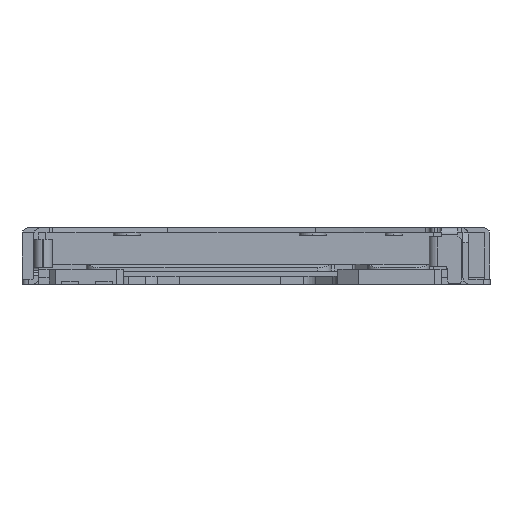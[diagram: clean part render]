
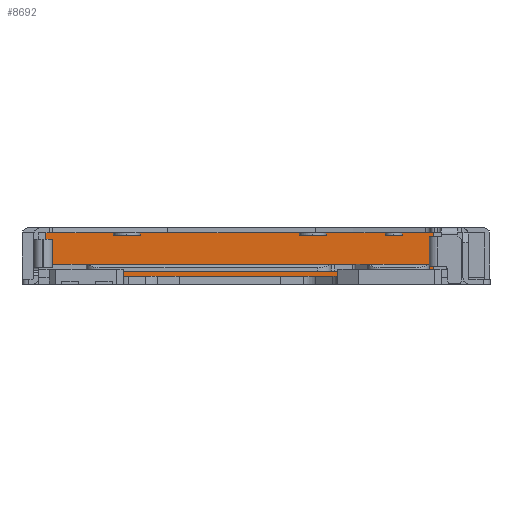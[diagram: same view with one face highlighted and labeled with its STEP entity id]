
A CAD part, front view. The second image highlights one B-rep face of the part: STEP entity #8692.
In plain terms, the highlighted face is planar.
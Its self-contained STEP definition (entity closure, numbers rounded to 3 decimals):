
#8075 = VERTEX_POINT('',#8076);
#8076 = CARTESIAN_POINT('',(-6.225,0.24,0.125));
#8082 = EDGE_CURVE('',#8075,#8083,#8085,.T.);
#8083 = VERTEX_POINT('',#8084);
#8084 = CARTESIAN_POINT('',(-6.225,1.53,0.125));
#8085 = LINE('',#8086,#8087);
#8086 = CARTESIAN_POINT('',(-6.225,0.24,0.125));
#8087 = VECTOR('',#8088,1.);
#8088 = DIRECTION('',(0.,1.,0.));
#8517 = VERTEX_POINT('',#8518);
#8518 = CARTESIAN_POINT('',(5.265,0.24,0.125));
#8524 = EDGE_CURVE('',#8075,#8517,#8525,.T.);
#8525 = LINE('',#8526,#8527);
#8526 = CARTESIAN_POINT('',(-6.225,0.24,0.125));
#8527 = VECTOR('',#8528,1.);
#8528 = DIRECTION('',(1.,0.,0.));
#8692 = ADVANCED_FACE('',(#8693),#8807,.F.);
#8693 = FACE_BOUND('',#8694,.T.);
#8694 = EDGE_LOOP('',(#8695,#8705,#8713,#8721,#8729,#8735,#8736,#8737,
    #8745,#8753,#8761,#8769,#8777,#8785,#8793,#8801));
#8695 = ORIENTED_EDGE('',*,*,#8696,.F.);
#8696 = EDGE_CURVE('',#8697,#8699,#8701,.T.);
#8697 = VERTEX_POINT('',#8698);
#8698 = CARTESIAN_POINT('',(-3.425,1.53,0.125));
#8699 = VERTEX_POINT('',#8700);
#8700 = CARTESIAN_POINT('',(1.275,1.53,0.125));
#8701 = LINE('',#8702,#8703);
#8702 = CARTESIAN_POINT('',(-3.425,1.53,0.125));
#8703 = VECTOR('',#8704,1.);
#8704 = DIRECTION('',(1.,0.,0.));
#8705 = ORIENTED_EDGE('',*,*,#8706,.F.);
#8706 = EDGE_CURVE('',#8707,#8697,#8709,.T.);
#8707 = VERTEX_POINT('',#8708);
#8708 = CARTESIAN_POINT('',(-3.425,1.45,0.125));
#8709 = LINE('',#8710,#8711);
#8710 = CARTESIAN_POINT('',(-3.425,1.45,0.125));
#8711 = VECTOR('',#8712,1.);
#8712 = DIRECTION('',(0.,1.,0.));
#8713 = ORIENTED_EDGE('',*,*,#8714,.F.);
#8714 = EDGE_CURVE('',#8715,#8707,#8717,.T.);
#8715 = VERTEX_POINT('',#8716);
#8716 = CARTESIAN_POINT('',(-4.225,1.45,0.125));
#8717 = LINE('',#8718,#8719);
#8718 = CARTESIAN_POINT('',(-4.225,1.45,0.125));
#8719 = VECTOR('',#8720,1.);
#8720 = DIRECTION('',(1.,0.,0.));
#8721 = ORIENTED_EDGE('',*,*,#8722,.F.);
#8722 = EDGE_CURVE('',#8723,#8715,#8725,.T.);
#8723 = VERTEX_POINT('',#8724);
#8724 = CARTESIAN_POINT('',(-4.225,1.53,0.125));
#8725 = LINE('',#8726,#8727);
#8726 = CARTESIAN_POINT('',(-4.225,1.53,0.125));
#8727 = VECTOR('',#8728,1.);
#8728 = DIRECTION('',(0.,-1.,0.));
#8729 = ORIENTED_EDGE('',*,*,#8730,.F.);
#8730 = EDGE_CURVE('',#8083,#8723,#8731,.T.);
#8731 = LINE('',#8732,#8733);
#8732 = CARTESIAN_POINT('',(-6.225,1.53,0.125));
#8733 = VECTOR('',#8734,1.);
#8734 = DIRECTION('',(1.,0.,0.));
#8735 = ORIENTED_EDGE('',*,*,#8082,.F.);
#8736 = ORIENTED_EDGE('',*,*,#8524,.T.);
#8737 = ORIENTED_EDGE('',*,*,#8738,.T.);
#8738 = EDGE_CURVE('',#8517,#8739,#8741,.T.);
#8739 = VERTEX_POINT('',#8740);
#8740 = CARTESIAN_POINT('',(5.265,1.53,0.125));
#8741 = LINE('',#8742,#8743);
#8742 = CARTESIAN_POINT('',(5.265,0.,0.125));
#8743 = VECTOR('',#8744,1.);
#8744 = DIRECTION('',(0.,1.,0.));
#8745 = ORIENTED_EDGE('',*,*,#8746,.F.);
#8746 = EDGE_CURVE('',#8747,#8739,#8749,.T.);
#8747 = VERTEX_POINT('',#8748);
#8748 = CARTESIAN_POINT('',(4.325,1.53,0.125));
#8749 = LINE('',#8750,#8751);
#8750 = CARTESIAN_POINT('',(4.325,1.53,0.125));
#8751 = VECTOR('',#8752,1.);
#8752 = DIRECTION('',(1.,0.,0.));
#8753 = ORIENTED_EDGE('',*,*,#8754,.F.);
#8754 = EDGE_CURVE('',#8755,#8747,#8757,.T.);
#8755 = VERTEX_POINT('',#8756);
#8756 = CARTESIAN_POINT('',(4.325,1.45,0.125));
#8757 = LINE('',#8758,#8759);
#8758 = CARTESIAN_POINT('',(4.325,1.45,0.125));
#8759 = VECTOR('',#8760,1.);
#8760 = DIRECTION('',(0.,1.,0.));
#8761 = ORIENTED_EDGE('',*,*,#8762,.F.);
#8762 = EDGE_CURVE('',#8763,#8755,#8765,.T.);
#8763 = VERTEX_POINT('',#8764);
#8764 = CARTESIAN_POINT('',(3.825,1.45,0.125));
#8765 = LINE('',#8766,#8767);
#8766 = CARTESIAN_POINT('',(3.825,1.45,0.125));
#8767 = VECTOR('',#8768,1.);
#8768 = DIRECTION('',(1.,0.,0.));
#8769 = ORIENTED_EDGE('',*,*,#8770,.F.);
#8770 = EDGE_CURVE('',#8771,#8763,#8773,.T.);
#8771 = VERTEX_POINT('',#8772);
#8772 = CARTESIAN_POINT('',(3.825,1.53,0.125));
#8773 = LINE('',#8774,#8775);
#8774 = CARTESIAN_POINT('',(3.825,1.53,0.125));
#8775 = VECTOR('',#8776,1.);
#8776 = DIRECTION('',(0.,-1.,0.));
#8777 = ORIENTED_EDGE('',*,*,#8778,.F.);
#8778 = EDGE_CURVE('',#8779,#8771,#8781,.T.);
#8779 = VERTEX_POINT('',#8780);
#8780 = CARTESIAN_POINT('',(2.075,1.53,0.125));
#8781 = LINE('',#8782,#8783);
#8782 = CARTESIAN_POINT('',(2.075,1.53,0.125));
#8783 = VECTOR('',#8784,1.);
#8784 = DIRECTION('',(1.,0.,0.));
#8785 = ORIENTED_EDGE('',*,*,#8786,.F.);
#8786 = EDGE_CURVE('',#8787,#8779,#8789,.T.);
#8787 = VERTEX_POINT('',#8788);
#8788 = CARTESIAN_POINT('',(2.075,1.45,0.125));
#8789 = LINE('',#8790,#8791);
#8790 = CARTESIAN_POINT('',(2.075,1.45,0.125));
#8791 = VECTOR('',#8792,1.);
#8792 = DIRECTION('',(0.,1.,0.));
#8793 = ORIENTED_EDGE('',*,*,#8794,.F.);
#8794 = EDGE_CURVE('',#8795,#8787,#8797,.T.);
#8795 = VERTEX_POINT('',#8796);
#8796 = CARTESIAN_POINT('',(1.275,1.45,0.125));
#8797 = LINE('',#8798,#8799);
#8798 = CARTESIAN_POINT('',(1.275,1.45,0.125));
#8799 = VECTOR('',#8800,1.);
#8800 = DIRECTION('',(1.,0.,0.));
#8801 = ORIENTED_EDGE('',*,*,#8802,.F.);
#8802 = EDGE_CURVE('',#8699,#8795,#8803,.T.);
#8803 = LINE('',#8804,#8805);
#8804 = CARTESIAN_POINT('',(1.275,1.53,0.125));
#8805 = VECTOR('',#8806,1.);
#8806 = DIRECTION('',(0.,-1.,0.));
#8807 = PLANE('',#8808);
#8808 = AXIS2_PLACEMENT_3D('',#8809,#8810,#8811);
#8809 = CARTESIAN_POINT('',(-0.475,0.885,0.125));
#8810 = DIRECTION('',(0.,0.,-1.));
#8811 = DIRECTION('',(1.,0.,0.));
